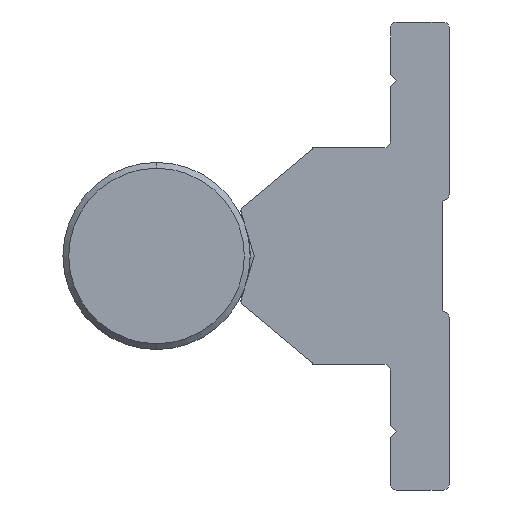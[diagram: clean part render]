
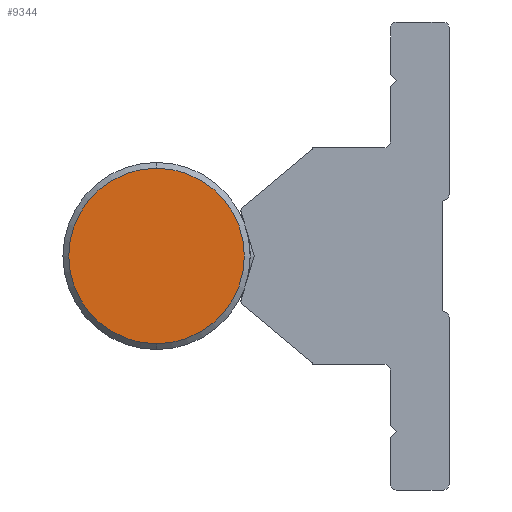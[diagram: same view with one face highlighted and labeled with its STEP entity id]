
A CAD part, left-side view. The second image highlights one B-rep face of the part: STEP entity #9344.
In plain terms, the highlighted planar face has unit normal (-1, 0, 0).
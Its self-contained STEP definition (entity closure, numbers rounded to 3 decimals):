
#317 = DIRECTION ( 'NONE',  ( -1., 0., 0. ) ) ;
#733 = AXIS2_PLACEMENT_3D ( 'NONE', #7870, #15118, #5889 ) ;
#1929 = AXIS2_PLACEMENT_3D ( 'NONE', #14499, #317, #17067 ) ;
#4057 = ORIENTED_EDGE ( 'NONE', *, *, #17106, .T. ) ;
#5889 = DIRECTION ( 'NONE',  ( 0., 0., 1. ) ) ;
#7870 = CARTESIAN_POINT ( 'NONE',  ( -1000., 0., 0. ) ) ;
#8162 = PLANE ( 'NONE',  #8880 ) ;
#8880 = AXIS2_PLACEMENT_3D ( 'NONE', #10164, #17586, #12518 ) ;
#9344 = ADVANCED_FACE ( 'NONE', ( #9751 ), #8162, .T. ) ;
#9751 = FACE_OUTER_BOUND ( 'NONE', #13849, .T. ) ;
#10164 = CARTESIAN_POINT ( 'NONE',  ( -1000., -25., -500. ) ) ;
#12518 = DIRECTION ( 'NONE',  ( 0., 0., 1. ) ) ;
#13849 = EDGE_LOOP ( 'NONE', ( #4057, #16521 ) ) ;
#14499 = CARTESIAN_POINT ( 'NONE',  ( -1000., 0., 0. ) ) ;
#15118 = DIRECTION ( 'NONE',  ( -1., 0., 0. ) ) ;
#15915 = VERTEX_POINT ( 'NONE', #19025 ) ;
#16521 = ORIENTED_EDGE ( 'NONE', *, *, #19877, .T. ) ;
#17067 = DIRECTION ( 'NONE',  ( 0., 0., 1. ) ) ;
#17106 = EDGE_CURVE ( 'NONE', #28071, #15915, #30707, .T. ) ;
#17586 = DIRECTION ( 'NONE',  ( -1., 0., 0. ) ) ;
#19025 = CARTESIAN_POINT ( 'NONE',  ( -1000., 0., 7.5 ) ) ;
#19877 = EDGE_CURVE ( 'NONE', #15915, #28071, #30633, .T. ) ;
#20627 = CARTESIAN_POINT ( 'NONE',  ( -1000., 0., -7.5 ) ) ;
#28071 = VERTEX_POINT ( 'NONE', #20627 ) ;
#30633 = CIRCLE ( 'NONE', #733, 7.5 ) ;
#30707 = CIRCLE ( 'NONE', #1929, 7.5 ) ;
